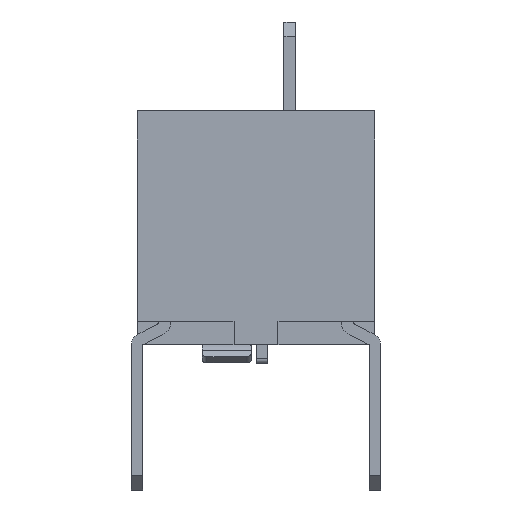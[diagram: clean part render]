
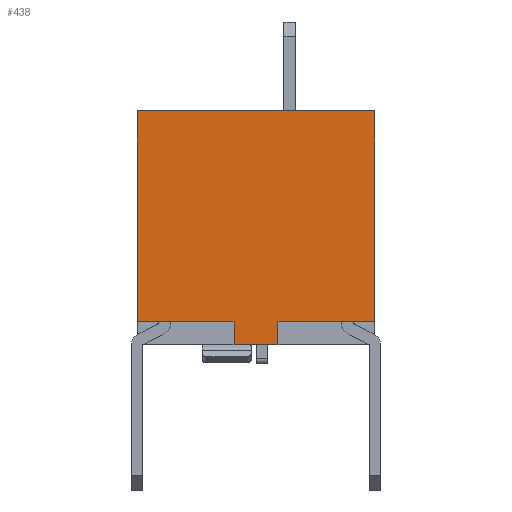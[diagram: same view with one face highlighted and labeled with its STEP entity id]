
A CAD part, left-side view. The second image highlights one B-rep face of the part: STEP entity #438.
In plain terms, the highlighted planar face has unit normal (-1, 0, 0).
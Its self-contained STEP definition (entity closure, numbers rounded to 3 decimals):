
#438 = ADVANCED_FACE( '', ( #1224 ), #1225, .F. );
#1224 = FACE_OUTER_BOUND( '', #2396, .T. );
#1225 = PLANE( '', #2397 );
#2396 = EDGE_LOOP( '', ( #3709, #3710, #3711, #3712, #3713, #3714, #3715, #3716 ) );
#2397 = AXIS2_PLACEMENT_3D( '', #3717, #3718, #3719 );
#3709 = ORIENTED_EDGE( '', *, *, #7012, .F. );
#3710 = ORIENTED_EDGE( '', *, *, #7013, .T. );
#3711 = ORIENTED_EDGE( '', *, *, #7014, .T. );
#3712 = ORIENTED_EDGE( '', *, *, #7015, .F. );
#3713 = ORIENTED_EDGE( '', *, *, #7016, .F. );
#3714 = ORIENTED_EDGE( '', *, *, #7017, .F. );
#3715 = ORIENTED_EDGE( '', *, *, #7018, .T. );
#3716 = ORIENTED_EDGE( '', *, *, #7019, .T. );
#3717 = CARTESIAN_POINT( '', ( -13., 0., 0. ) );
#3718 = DIRECTION( '', ( 1., 0., 0. ) );
#3719 = DIRECTION( '', ( 0., 0., -1. ) );
#7012 = EDGE_CURVE( '', #8435, #8436, #8437, .T. );
#7013 = EDGE_CURVE( '', #8435, #8438, #8439, .T. );
#7014 = EDGE_CURVE( '', #8438, #8440, #8441, .T. );
#7015 = EDGE_CURVE( '', #8442, #8440, #8443, .T. );
#7016 = EDGE_CURVE( '', #8444, #8442, #8445, .T. );
#7017 = EDGE_CURVE( '', #8446, #8444, #8447, .T. );
#7018 = EDGE_CURVE( '', #8446, #8448, #8449, .T. );
#7019 = EDGE_CURVE( '', #8448, #8436, #8450, .T. );
#8435 = VERTEX_POINT( '', #10471 );
#8436 = VERTEX_POINT( '', #10472 );
#8437 = LINE( '', #10473, #10474 );
#8438 = VERTEX_POINT( '', #10475 );
#8439 = LINE( '', #10476, #10477 );
#8440 = VERTEX_POINT( '', #10478 );
#8441 = LINE( '', #10479, #10480 );
#8442 = VERTEX_POINT( '', #10481 );
#8443 = LINE( '', #10482, #10483 );
#8444 = VERTEX_POINT( '', #10484 );
#8445 = LINE( '', #10485, #10486 );
#8446 = VERTEX_POINT( '', #10487 );
#8447 = LINE( '', #10488, #10489 );
#8448 = VERTEX_POINT( '', #10490 );
#8449 = LINE( '', #10491, #10492 );
#8450 = LINE( '', #10493, #10494 );
#10471 = CARTESIAN_POINT( '', ( -13., -0.47, -2.5 ) );
#10472 = CARTESIAN_POINT( '', ( -13., 0.47, -2.5 ) );
#10473 = CARTESIAN_POINT( '', ( -13., -2.54, -2.5 ) );
#10474 = VECTOR( '', #13159, 1000. );
#10475 = CARTESIAN_POINT( '', ( -13., -0.47, -2. ) );
#10476 = CARTESIAN_POINT( '', ( -13., -0.47, 0. ) );
#10477 = VECTOR( '', #13160, 1000. );
#10478 = CARTESIAN_POINT( '', ( -13., -2.54, -2. ) );
#10479 = CARTESIAN_POINT( '', ( -13., 0., -2. ) );
#10480 = VECTOR( '', #13161, 1000. );
#10481 = CARTESIAN_POINT( '', ( -13., -2.54, 2.5 ) );
#10482 = CARTESIAN_POINT( '', ( -13., -2.54, 2.5 ) );
#10483 = VECTOR( '', #13162, 1000. );
#10484 = CARTESIAN_POINT( '', ( -13., 2.54, 2.5 ) );
#10485 = CARTESIAN_POINT( '', ( -13., 2.54, 2.5 ) );
#10486 = VECTOR( '', #13163, 1000. );
#10487 = CARTESIAN_POINT( '', ( -13., 2.54, -2. ) );
#10488 = CARTESIAN_POINT( '', ( -13., 2.54, -2.5 ) );
#10489 = VECTOR( '', #13164, 1000. );
#10490 = CARTESIAN_POINT( '', ( -13., 0.47, -2. ) );
#10491 = CARTESIAN_POINT( '', ( -13., 0., -2. ) );
#10492 = VECTOR( '', #13165, 1000. );
#10493 = CARTESIAN_POINT( '', ( -13., 0.47, 0. ) );
#10494 = VECTOR( '', #13166, 1000. );
#13159 = DIRECTION( '', ( 0., 1., 0. ) );
#13160 = DIRECTION( '', ( 0., 0., 1. ) );
#13161 = DIRECTION( '', ( 0., -1., 0. ) );
#13162 = DIRECTION( '', ( 0., 0., -1. ) );
#13163 = DIRECTION( '', ( 0., -1., 0. ) );
#13164 = DIRECTION( '', ( 0., 0., 1. ) );
#13165 = DIRECTION( '', ( 0., -1., 0. ) );
#13166 = DIRECTION( '', ( 0., 0., -1. ) );
